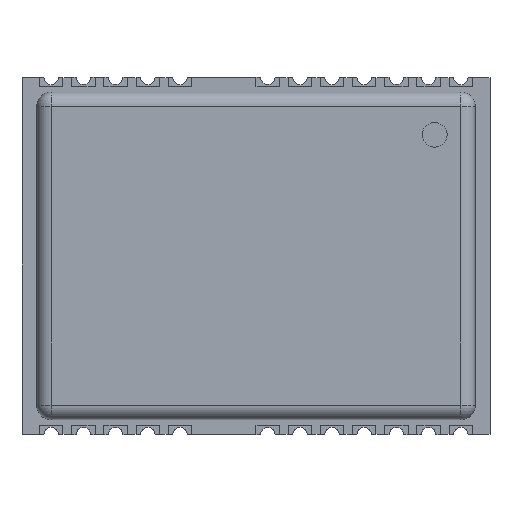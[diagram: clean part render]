
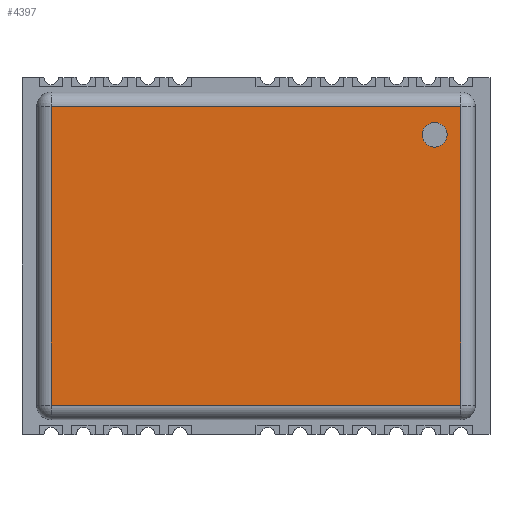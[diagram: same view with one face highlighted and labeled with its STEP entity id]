
A CAD part, top view. The second image highlights one B-rep face of the part: STEP entity #4397.
In plain terms, the highlighted planar face has unit normal (0, 0, 1).
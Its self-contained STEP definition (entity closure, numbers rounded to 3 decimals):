
#90 = CARTESIAN_POINT ( 'NONE',  ( 7.5, -5.1, 2.4 ) ) ;
#113 = EDGE_CURVE ( 'NONE', #1297, #2152, #10494, .T. ) ;
#123 = CARTESIAN_POINT ( 'NONE',  ( 7., 5.6, 2.4 ) ) ;
#209 = FACE_OUTER_BOUND ( 'NONE', #12634, .T. ) ;
#761 = DIRECTION ( 'NONE',  ( -1., 0., 0. ) ) ;
#893 = CARTESIAN_POINT ( 'NONE',  ( 6.109, 4.142, 2.4 ) ) ;
#1215 = CARTESIAN_POINT ( 'NONE',  ( -7., 5.1, 2.4 ) ) ;
#1297 = VERTEX_POINT ( 'NONE', #4521 ) ;
#1384 = DIRECTION ( 'NONE',  ( 1., 0., 0. ) ) ;
#1481 = DIRECTION ( 'NONE',  ( 1., 0., 0. ) ) ;
#1660 = CARTESIAN_POINT ( 'NONE',  ( 7., 5.1, 2.4 ) ) ;
#1853 = CIRCLE ( 'NONE', #3956, 0.424 ) ;
#1903 = CARTESIAN_POINT ( 'NONE',  ( 6.533, 4.142, 2.4 ) ) ;
#2152 = VERTEX_POINT ( 'NONE', #1903 ) ;
#2416 = DIRECTION ( 'NONE',  ( 1., 0., 0. ) ) ;
#2672 = EDGE_CURVE ( 'NONE', #5940, #12005, #6960, .T. ) ;
#2691 = PLANE ( 'NONE',  #11384 ) ;
#3077 = ORIENTED_EDGE ( 'NONE', *, *, #14095, .T. ) ;
#3509 = AXIS2_PLACEMENT_3D ( 'NONE', #893, #5965, #12068 ) ;
#3956 = AXIS2_PLACEMENT_3D ( 'NONE', #6484, #12500, #1384 ) ;
#3999 = EDGE_CURVE ( 'NONE', #6940, #14478, #9635, .T. ) ;
#4222 = ORIENTED_EDGE ( 'NONE', *, *, #11736, .T. ) ;
#4397 = ADVANCED_FACE ( 'NONE', ( #13721, #209 ), #2691, .T. ) ;
#4521 = CARTESIAN_POINT ( 'NONE',  ( 5.685, 4.142, 2.4 ) ) ;
#5314 = CARTESIAN_POINT ( 'NONE',  ( 7., -5.1, 2.4 ) ) ;
#5940 = VERTEX_POINT ( 'NONE', #1660 ) ;
#5965 = DIRECTION ( 'NONE',  ( 0., 0., 1. ) ) ;
#6318 = EDGE_LOOP ( 'NONE', ( #10372, #9753 ) ) ;
#6484 = CARTESIAN_POINT ( 'NONE',  ( 6.109, 4.142, 2.4 ) ) ;
#6494 = DIRECTION ( 'NONE',  ( 0., 1., 0. ) ) ;
#6940 = VERTEX_POINT ( 'NONE', #9033 ) ;
#6960 = LINE ( 'NONE', #11855, #15046 ) ;
#7655 = DIRECTION ( 'NONE',  ( 0., -1., 0. ) ) ;
#7694 = DIRECTION ( 'NONE',  ( 0., 0., 1. ) ) ;
#9033 = CARTESIAN_POINT ( 'NONE',  ( -7., -5.1, 2.4 ) ) ;
#9348 = VECTOR ( 'NONE', #6494, 1000. ) ;
#9635 = LINE ( 'NONE', #90, #11362 ) ;
#9753 = ORIENTED_EDGE ( 'NONE', *, *, #113, .F. ) ;
#9985 = LINE ( 'NONE', #14949, #11212 ) ;
#10372 = ORIENTED_EDGE ( 'NONE', *, *, #13901, .F. ) ;
#10494 = CIRCLE ( 'NONE', #3509, 0.424 ) ;
#10872 = ORIENTED_EDGE ( 'NONE', *, *, #2672, .T. ) ;
#11212 = VECTOR ( 'NONE', #7655, 1000. ) ;
#11362 = VECTOR ( 'NONE', #2416, 1000. ) ;
#11384 = AXIS2_PLACEMENT_3D ( 'NONE', #15137, #7694, #1481 ) ;
#11736 = EDGE_CURVE ( 'NONE', #14478, #5940, #14974, .T. ) ;
#11855 = CARTESIAN_POINT ( 'NONE',  ( -7.5, 5.1, 2.4 ) ) ;
#12005 = VERTEX_POINT ( 'NONE', #1215 ) ;
#12068 = DIRECTION ( 'NONE',  ( 1., 0., 0. ) ) ;
#12500 = DIRECTION ( 'NONE',  ( 0., 0., 1. ) ) ;
#12634 = EDGE_LOOP ( 'NONE', ( #4222, #10872, #3077, #13446 ) ) ;
#13446 = ORIENTED_EDGE ( 'NONE', *, *, #3999, .T. ) ;
#13721 = FACE_BOUND ( 'NONE', #6318, .T. ) ;
#13901 = EDGE_CURVE ( 'NONE', #2152, #1297, #1853, .T. ) ;
#14095 = EDGE_CURVE ( 'NONE', #12005, #6940, #9985, .T. ) ;
#14478 = VERTEX_POINT ( 'NONE', #5314 ) ;
#14949 = CARTESIAN_POINT ( 'NONE',  ( -7., -5.6, 2.4 ) ) ;
#14974 = LINE ( 'NONE', #123, #9348 ) ;
#15046 = VECTOR ( 'NONE', #761, 1000. ) ;
#15137 = CARTESIAN_POINT ( 'NONE',  ( 0., 0., 2.4 ) ) ;
